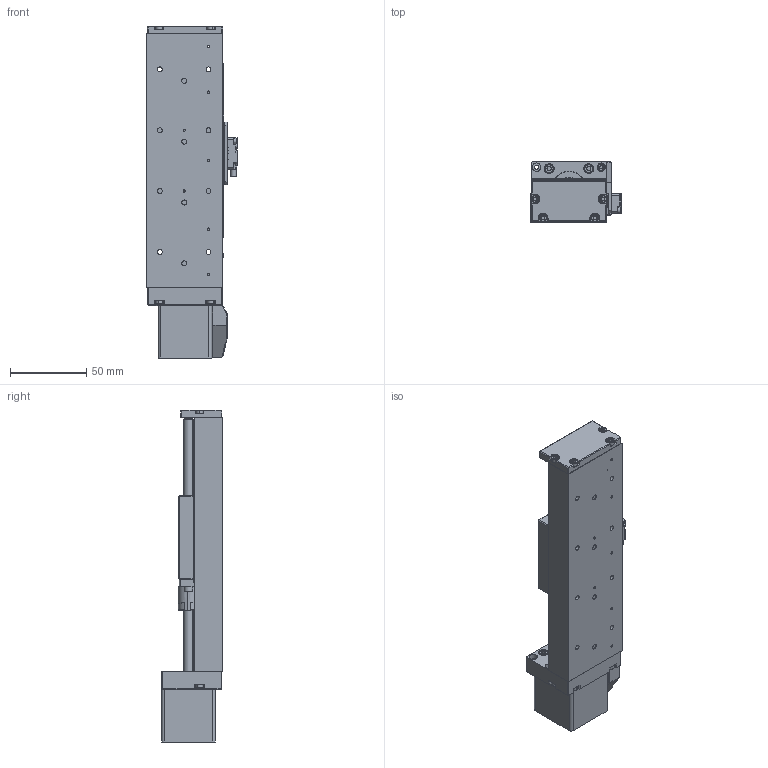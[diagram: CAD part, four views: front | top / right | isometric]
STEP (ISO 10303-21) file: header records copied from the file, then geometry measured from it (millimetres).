
FILE_DESCRIPTION (( 'STEP AP214' ), '1' );
FILE_NAME ('VT-50-12X16.STEP', '2023-02-22T18:45:14', ( '' ), ( '' ), 'SwSTEP 2.0', 'SolidWorks 2020', '' );
FILE_SCHEMA (( 'AUTOMOTIVE_DESIGN' ));
Length unit declared in the file: millimetre
Products named in the file (27): Screw, SHCS-S, M-DIN._M3 x 0.5 x 12mm.STEP; Screw, SHCS-S, M-DIN._M3 x 0.5 x 10mm.STEP; 110214 Scale, Renshaw Atom, Tape RTLF_111mm.STEP; 110212 Encoder Head, Renishaw Atom, Atmospheric_Default (With Atmospheric Cable).STEP; 430912 VT-50L, Encoder Bracket, Renishaw Atom, 0.4mm Thick Tape Scale.STEP; Screw, SHCS-S, M-DIN._M4 x 0.7 x 08mm.STEP; Screw, SHCS-S, M-DIN._M2.5 x 0.45 x 12mm.STEP; 110092 Motor S14-Ex.STEP; VT-50-12X16; 430250 Carriage 55mm S14.STEP; 130365 SEBS-12WBY Rail_130091-104_VT-50_100mm.STEP; 130093-101 Bearing, Roller, 3x7x3mm.STEP; 430252-C Connector Box S14.STEP; 110092 Motor, Haydon, S14-Ex & Leadscrew_110092-104_VT-50_100mm.STEP; 130365 Bearing, Truck & Rail, SEBS-12WBY, Degreased.STEP; Screw, SHCS-S, E-NR_E1-72 x 1''''8in.STEP; Dowel Pin, M-DIN_M01.5 x 005.STEP; 431534 Leadscrew Nut Adapter, VT-50, Notched, S14 Haydon Motor.STEP; 430251-A End Plate S14.STEP; 130177 Leadscrew Nut, Haydon Size 14, Anti-Backlash, Atmospheric_Modified for PN430662.STEP; Screw, SHCS-S, M-DIN._M2.5 x 0.45 x 06mm.STEP; 430257 Body 100mm S14.STEP; Screw, SHCS-S, M-DIN._M3 x 0.5 x 08mm.STEP; Screw, SHCS-S, M-DIN._M2 x 0.4 x 04mm.STEP; 430253-A Motor Plate S14.STEP; 110092 Leadscrew, External, Size 14 Motor, 1-4 inch dia_110092-104_100mm.STEP; Screw, SHCS-S, M-DIN._M2 x 0.4 x 06mm.STEP
Assembly tree (58 placements, depth 3):
  VT-50-12X16
    110092 Motor, Haydon, S14-Ex & Leadscrew_110092-104_VT-50_100mm.STEP
      110092 Motor S14-Ex.STEP
      110092 Leadscrew, External, Size 14 Motor, 1-4 inch dia_110092-104_100mm.STEP
    Dowel Pin, M-DIN_M01.5 x 005.STEP  x7
    Screw, SHCS-S, E-NR_E1-72 x 1''''8in.STEP  x4
    Screw, SHCS-S, M-DIN._M2.5 x 0.45 x 06mm.STEP  x6
    Screw, SHCS-S, M-DIN._M2.5 x 0.45 x 12mm.STEP  x6
    130093-101 Bearing, Roller, 3x7x3mm.STEP
    Screw, SHCS-S, M-DIN._M3 x 0.5 x 10mm.STEP  x4
    Screw, SHCS-S, M-DIN._M3 x 0.5 x 08mm.STEP  x2
    Screw, SHCS-S, M-DIN._M3 x 0.5 x 12mm.STEP  x4
    430250 Carriage 55mm S14.STEP
    430251-A End Plate S14.STEP
    430252-C Connector Box S14.STEP
    430253-A Motor Plate S14.STEP
    130365 SEBS-12WBY Rail_130091-104_VT-50_100mm.STEP
    430257 Body 100mm S14.STEP
    Screw, SHCS-S, M-DIN._M4 x 0.7 x 08mm.STEP  x4
    Screw, SHCS-S, M-DIN._M2 x 0.4 x 04mm.STEP  x4
    110212 Encoder Head, Renishaw Atom, Atmospheric_Default (With Atmospheric Cable).STEP
    Screw, SHCS-S, M-DIN._M2 x 0.4 x 06mm.STEP
    430912 VT-50L, Encoder Bracket, Renishaw Atom, 0.4mm Thick Tape Scale.STEP
    110214 Scale, Renshaw Atom, Tape RTLF_111mm.STEP
    130177 Leadscrew Nut, Haydon Size 14, Anti-Backlash, Atmospheric_Modified for PN430662.STEP
    130365 Bearing, Truck & Rail, SEBS-12WBY, Degreased.STEP
    431534 Leadscrew Nut Adapter, VT-50, Notched, S14 Haydon Motor.STEP
Bounding box: 59.26 x 39.85 x 218.2 mm (x, y, z)
Volume: 213937.9 mm3; surface area: 98974.1 mm2
Topology: 58 solids, 58 shells, 2725 faces, 6348 edges, 3873 vertices
Faces by surface type: plane 1324, cylinder 713, cone 320, torus 288, bspline 80
Entity records: 66421 total; most frequent: CARTESIAN_POINT 15480, DIRECTION 10158, ORIENTED_EDGE 10020, EDGE_CURVE 5010, AXIS2_PLACEMENT_3D 3443, VECTOR 3272, LINE 3272, VERTEX_POINT 3201
